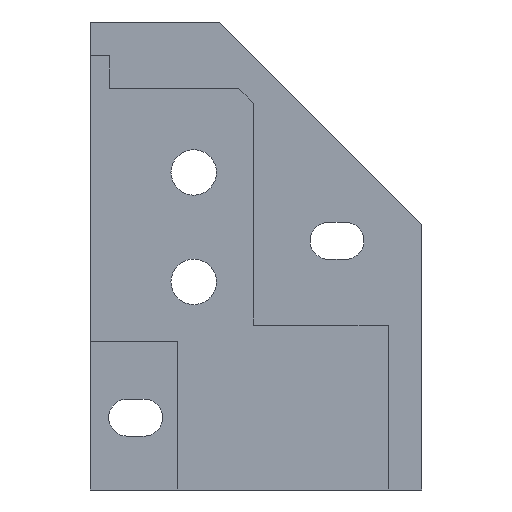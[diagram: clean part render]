
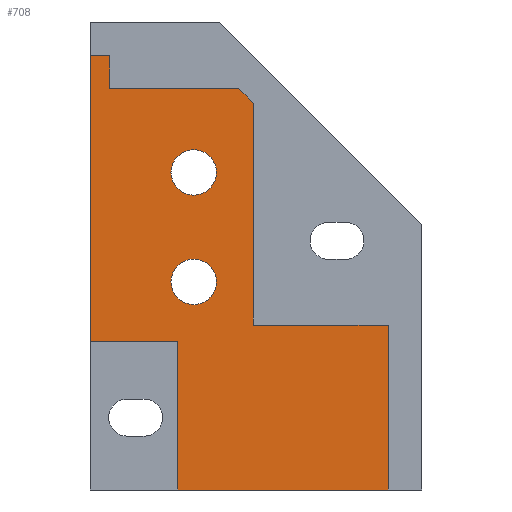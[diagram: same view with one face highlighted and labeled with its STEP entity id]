
A CAD part, front view. The second image highlights one B-rep face of the part: STEP entity #708.
In plain terms, the highlighted planar face has unit normal (0, -1, 0).
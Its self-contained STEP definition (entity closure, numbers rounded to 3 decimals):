
#24=FACE_BOUND('',#116,.T.);
#25=FACE_BOUND('',#117,.T.);
#42=CIRCLE('',#768,1.35);
#44=CIRCLE('',#772,1.35);
#74=FACE_OUTER_BOUND('',#115,.T.);
#115=EDGE_LOOP('',(#559,#560,#561,#562,#563,#564,#565,#566,#567,#568,#569));
#116=EDGE_LOOP('',(#570));
#117=EDGE_LOOP('',(#571));
#174=LINE('',#1111,#255);
#175=LINE('',#1113,#256);
#176=LINE('',#1115,#257);
#177=LINE('',#1117,#258);
#178=LINE('',#1119,#259);
#179=LINE('',#1121,#260);
#180=LINE('',#1123,#261);
#181=LINE('',#1125,#262);
#182=LINE('',#1127,#263);
#183=LINE('',#1129,#264);
#184=LINE('',#1130,#265);
#255=VECTOR('',#918,10.);
#256=VECTOR('',#919,10.);
#257=VECTOR('',#920,10.);
#258=VECTOR('',#921,10.);
#259=VECTOR('',#922,10.);
#260=VECTOR('',#923,10.);
#261=VECTOR('',#924,10.);
#262=VECTOR('',#925,10.);
#263=VECTOR('',#926,10.);
#264=VECTOR('',#927,10.);
#265=VECTOR('',#928,10.);
#329=VERTEX_POINT('',#1085);
#331=VERTEX_POINT('',#1093);
#334=VERTEX_POINT('',#1109);
#335=VERTEX_POINT('',#1110);
#336=VERTEX_POINT('',#1112);
#337=VERTEX_POINT('',#1114);
#338=VERTEX_POINT('',#1116);
#339=VERTEX_POINT('',#1118);
#340=VERTEX_POINT('',#1120);
#341=VERTEX_POINT('',#1122);
#342=VERTEX_POINT('',#1124);
#343=VERTEX_POINT('',#1126);
#344=VERTEX_POINT('',#1128);
#407=EDGE_CURVE('',#329,#329,#42,.F.);
#411=EDGE_CURVE('',#331,#331,#44,.F.);
#418=EDGE_CURVE('',#334,#335,#174,.T.);
#419=EDGE_CURVE('',#335,#336,#175,.T.);
#420=EDGE_CURVE('',#336,#337,#176,.T.);
#421=EDGE_CURVE('',#337,#338,#177,.T.);
#422=EDGE_CURVE('',#338,#339,#178,.T.);
#423=EDGE_CURVE('',#339,#340,#179,.T.);
#424=EDGE_CURVE('',#340,#341,#180,.T.);
#425=EDGE_CURVE('',#341,#342,#181,.T.);
#426=EDGE_CURVE('',#342,#343,#182,.T.);
#427=EDGE_CURVE('',#343,#344,#183,.F.);
#428=EDGE_CURVE('',#344,#334,#184,.T.);
#559=ORIENTED_EDGE('',*,*,#418,.T.);
#560=ORIENTED_EDGE('',*,*,#419,.T.);
#561=ORIENTED_EDGE('',*,*,#420,.T.);
#562=ORIENTED_EDGE('',*,*,#421,.T.);
#563=ORIENTED_EDGE('',*,*,#422,.T.);
#564=ORIENTED_EDGE('',*,*,#423,.T.);
#565=ORIENTED_EDGE('',*,*,#424,.T.);
#566=ORIENTED_EDGE('',*,*,#425,.T.);
#567=ORIENTED_EDGE('',*,*,#426,.T.);
#568=ORIENTED_EDGE('',*,*,#427,.T.);
#569=ORIENTED_EDGE('',*,*,#428,.T.);
#570=ORIENTED_EDGE('',*,*,#411,.F.);
#571=ORIENTED_EDGE('',*,*,#407,.F.);
#670=PLANE('',#779);
#708=ADVANCED_FACE('',(#74,#24,#25),#670,.F.);
#768=AXIS2_PLACEMENT_3D('',#1087,#888,#889);
#772=AXIS2_PLACEMENT_3D('',#1095,#898,#899);
#779=AXIS2_PLACEMENT_3D('',#1108,#916,#917);
#888=DIRECTION('center_axis',(0.,1.,0.));
#889=DIRECTION('ref_axis',(0.,0.,-1.));
#898=DIRECTION('center_axis',(0.,1.,0.));
#899=DIRECTION('ref_axis',(0.,0.,-1.));
#916=DIRECTION('center_axis',(0.,1.,0.));
#917=DIRECTION('ref_axis',(0.,0.,-1.));
#918=DIRECTION('',(-1.,0.,0.));
#919=DIRECTION('',(0.,0.,-1.));
#920=DIRECTION('',(1.,0.,0.));
#921=DIRECTION('',(0.,0.,-1.));
#922=DIRECTION('',(1.,0.,0.));
#923=DIRECTION('',(0.,0.,1.));
#924=DIRECTION('',(-1.,0.,0.));
#925=DIRECTION('',(0.,0.,1.));
#926=DIRECTION('',(-0.707,0.,0.707));
#927=DIRECTION('',(1.,0.,0.));
#928=DIRECTION('',(0.,0.,1.));
#1085=CARTESIAN_POINT('',(-69.25,-69.183,359.714));
#1087=CARTESIAN_POINT('Origin',(-69.25,-69.183,358.364));
#1093=CARTESIAN_POINT('',(-69.25,-69.183,366.214));
#1095=CARTESIAN_POINT('Origin',(-69.25,-69.183,364.864));
#1108=CARTESIAN_POINT('Origin',(-66.2,-69.183,359.8));
#1109=CARTESIAN_POINT('',(-74.25,-69.183,371.8));
#1110=CARTESIAN_POINT('',(-75.4,-69.183,371.8));
#1111=CARTESIAN_POINT('',(-68.528,-69.183,371.8));
#1112=CARTESIAN_POINT('',(-75.4,-69.183,354.8));
#1113=CARTESIAN_POINT('',(-75.4,-69.183,365.8));
#1114=CARTESIAN_POINT('',(-70.2,-69.183,354.8));
#1115=CARTESIAN_POINT('',(-76.7,-69.183,354.8));
#1116=CARTESIAN_POINT('',(-70.2,-69.183,346.));
#1117=CARTESIAN_POINT('',(-70.2,-69.183,354.8));
#1118=CARTESIAN_POINT('',(-57.7,-69.183,346.));
#1119=CARTESIAN_POINT('',(-60.95,-69.183,346.));
#1120=CARTESIAN_POINT('',(-57.7,-69.183,355.8));
#1121=CARTESIAN_POINT('',(-57.7,-69.183,345.8));
#1122=CARTESIAN_POINT('',(-65.7,-69.183,355.8));
#1123=CARTESIAN_POINT('',(-65.7,-69.183,355.8));
#1124=CARTESIAN_POINT('',(-65.7,-69.183,368.972));
#1125=CARTESIAN_POINT('',(-65.7,-69.183,368.972));
#1126=CARTESIAN_POINT('',(-66.577,-69.183,369.848));
#1127=CARTESIAN_POINT('',(-57.7,-69.183,360.972));
#1128=CARTESIAN_POINT('',(-74.25,-69.183,369.848));
#1129=CARTESIAN_POINT('',(-66.138,-69.183,369.848));
#1130=CARTESIAN_POINT('',(-74.25,-69.183,368.014));
